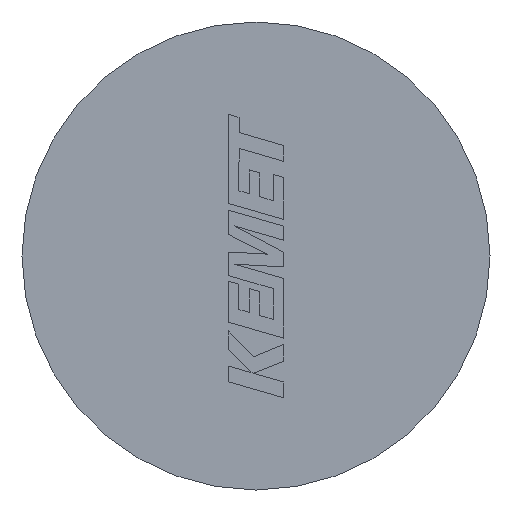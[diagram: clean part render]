
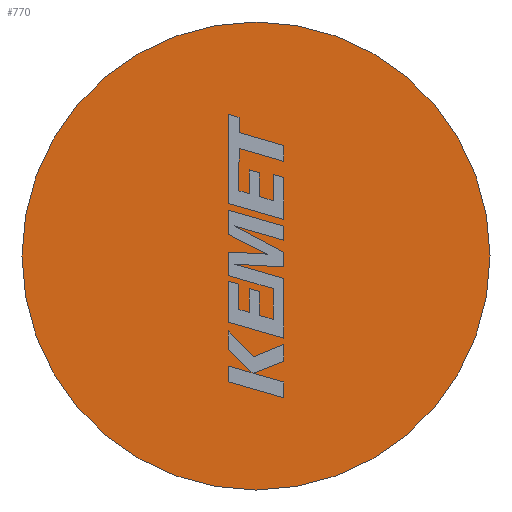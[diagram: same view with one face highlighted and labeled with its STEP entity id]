
A CAD part, left-side view. The second image highlights one B-rep face of the part: STEP entity #770.
In plain terms, the highlighted planar face has unit normal (-1, 0, 0).
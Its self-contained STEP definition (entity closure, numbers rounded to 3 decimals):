
#70 = AXIS2_PLACEMENT_3D ( 'NONE', #1062, #1575, #563 ) ;
#115 = DIRECTION ( 'NONE',  ( 0., 0., -1. ) ) ;
#337 = PLANE ( 'NONE',  #1913 ) ;
#360 = DIRECTION ( 'NONE',  ( 0., 0., -1. ) ) ;
#402 = AXIS2_PLACEMENT_3D ( 'NONE', #1130, #1652, #115 ) ;
#563 = DIRECTION ( 'NONE',  ( 0., 0., -1. ) ) ;
#671 = EDGE_CURVE ( 'NONE', #3050, #1414, #990, .T. ) ;
#770 = ADVANCED_FACE ( 'NONE', ( #1684 ), #337, .F. ) ;
#990 = CIRCLE ( 'NONE', #70, 3.4 ) ;
#1062 = CARTESIAN_POINT ( 'NONE',  ( 0., 0., 0. ) ) ;
#1105 = CARTESIAN_POINT ( 'NONE',  ( 0., 0., 0. ) ) ;
#1130 = CARTESIAN_POINT ( 'NONE',  ( 0., 0., 0. ) ) ;
#1259 = CIRCLE ( 'NONE', #402, 3.4 ) ;
#1414 = VERTEX_POINT ( 'NONE', #3162 ) ;
#1575 = DIRECTION ( 'NONE',  ( 1., 0., 0. ) ) ;
#1652 = DIRECTION ( 'NONE',  ( 1., 0., 0. ) ) ;
#1684 = FACE_OUTER_BOUND ( 'NONE', #2497, .T. ) ;
#1777 = CARTESIAN_POINT ( 'NONE',  ( 0., 0., 3.4 ) ) ;
#1913 = AXIS2_PLACEMENT_3D ( 'NONE', #1105, #2886, #360 ) ;
#1920 = ORIENTED_EDGE ( 'NONE', *, *, #671, .F. ) ;
#1933 = EDGE_CURVE ( 'NONE', #1414, #3050, #1259, .T. ) ;
#2497 = EDGE_LOOP ( 'NONE', ( #1920, #3089 ) ) ;
#2886 = DIRECTION ( 'NONE',  ( 1., 0., 0. ) ) ;
#3050 = VERTEX_POINT ( 'NONE', #1777 ) ;
#3089 = ORIENTED_EDGE ( 'NONE', *, *, #1933, .F. ) ;
#3162 = CARTESIAN_POINT ( 'NONE',  ( 0., 0., -3.4 ) ) ;
